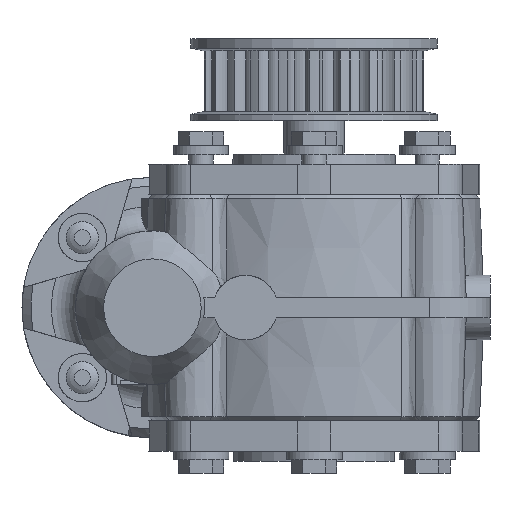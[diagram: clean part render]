
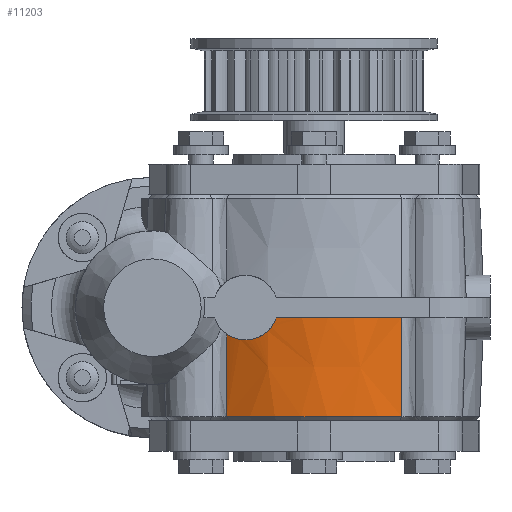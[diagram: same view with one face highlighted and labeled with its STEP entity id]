
A CAD part, left-side view. The second image highlights one B-rep face of the part: STEP entity #11203.
In plain terms, the highlighted conical face has half-angle 2 degrees and reference radius 41.471 mm.
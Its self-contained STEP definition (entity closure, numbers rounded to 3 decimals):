
#6463=CONICAL_SURFACE('',#25672,41.471,2.);
#6917=FACE_OUTER_BOUND('',#13099,.T.);
#7487=B_SPLINE_CURVE_WITH_KNOTS('',3,(#36382,#36383,#36384,#36385),
 .UNSPECIFIED.,.F.,.F.,(4,4),(0.,1.),.UNSPECIFIED.);
#7495=B_SPLINE_CURVE_WITH_KNOTS('',3,(#36527,#36528,#36529,#36530,#36531,
#36532,#36533,#36534,#36535,#36536),.UNSPECIFIED.,.F.,.F.,(4,2,2,2,4),(0.,
0.25,0.5,0.75,1.),.UNSPECIFIED.);
#7496=B_SPLINE_CURVE_WITH_KNOTS('',3,(#36538,#36539,#36540,#36541,#36542,
#36543,#36544),.UNSPECIFIED.,.F.,.F.,(4,3,4),(0.,0.497,1.),
 .UNSPECIFIED.);
#11203=ADVANCED_FACE('',(#6917),#6463,.T.);
#13099=EDGE_LOOP('',(#16095,#16096,#16097,#16098,#16099));
#16095=ORIENTED_EDGE('',*,*,#21539,.T.);
#16096=ORIENTED_EDGE('',*,*,#21501,.F.);
#16097=ORIENTED_EDGE('',*,*,#21540,.F.);
#16098=ORIENTED_EDGE('',*,*,#21541,.T.);
#16099=ORIENTED_EDGE('',*,*,#21542,.F.);
#19483=VERTEX_POINT('',#36374);
#19484=VERTEX_POINT('',#36381);
#19520=VERTEX_POINT('',#36524);
#19521=VERTEX_POINT('',#36526);
#19522=VERTEX_POINT('',#36537);
#21501=EDGE_CURVE('',#19484,#19483,#7487,.T.);
#21539=EDGE_CURVE('',#19520,#19483,#23206,.T.);
#21540=EDGE_CURVE('',#19521,#19484,#23207,.T.);
#21541=EDGE_CURVE('',#19521,#19522,#7495,.T.);
#21542=EDGE_CURVE('',#19520,#19522,#7496,.T.);
#23206=CIRCLE('',#25670,41.052);
#23207=CIRCLE('',#25671,41.908);
#25670=AXIS2_PLACEMENT_3D('',#36523,#29197,#29198);
#25671=AXIS2_PLACEMENT_3D('',#36525,#29199,#29200);
#25672=AXIS2_PLACEMENT_3D('',#36545,#29201,#29202);
#29197=DIRECTION('',(0.,0.,1.));
#29198=DIRECTION('',(1.,0.,0.));
#29199=DIRECTION('',(0.,0.,1.));
#29200=DIRECTION('',(-1.,0.,0.));
#29201=DIRECTION('',(0.,0.,1.));
#29202=DIRECTION('',(0.,1.,0.));
#36374=CARTESIAN_POINT('',(-34.866,-21.672,-65.));
#36381=CARTESIAN_POINT('',(-35.885,-21.645,-40.5));
#36382=CARTESIAN_POINT('',(-35.885,-21.645,-40.5));
#36383=CARTESIAN_POINT('',(-35.549,-21.651,-48.667));
#36384=CARTESIAN_POINT('',(-35.209,-21.66,-56.834));
#36385=CARTESIAN_POINT('',(-34.866,-21.672,-65.));
#36523=CARTESIAN_POINT('',(0.,0.,-65.001));
#36524=CARTESIAN_POINT('',(-34.866,21.672,-65.001));
#36525=CARTESIAN_POINT('',(0.,0.,-40.5));
#36526=CARTESIAN_POINT('',(-40.84,9.401,-40.5));
#36527=CARTESIAN_POINT('',(-40.84,9.401,-40.5));
#36528=CARTESIAN_POINT('',(-40.699,9.817,-41.766));
#36529=CARTESIAN_POINT('',(-40.485,10.545,-42.898));
#36530=CARTESIAN_POINT('',(-39.888,12.408,-44.676));
#36531=CARTESIAN_POINT('',(-39.502,13.543,-45.322));
#36532=CARTESIAN_POINT('',(-38.569,15.944,-46.028));
#36533=CARTESIAN_POINT('',(-38.03,17.188,-46.087));
#36534=CARTESIAN_POINT('',(-36.891,19.543,-45.679));
#36535=CARTESIAN_POINT('',(-36.288,20.663,-45.215));
#36536=CARTESIAN_POINT('',(-35.72,21.648,-44.511));
#36537=CARTESIAN_POINT('',(-35.72,21.648,-44.511));
#36538=CARTESIAN_POINT('',(-34.866,21.672,-65.001));
#36539=CARTESIAN_POINT('',(-35.008,21.667,-61.603));
#36540=CARTESIAN_POINT('',(-35.151,21.662,-58.206));
#36541=CARTESIAN_POINT('',(-35.292,21.659,-54.809));
#36542=CARTESIAN_POINT('',(-35.435,21.655,-51.376));
#36543=CARTESIAN_POINT('',(-35.578,21.651,-47.944));
#36544=CARTESIAN_POINT('',(-35.72,21.648,-44.511));
#36545=CARTESIAN_POINT('',(0.,0.,-53.022));
